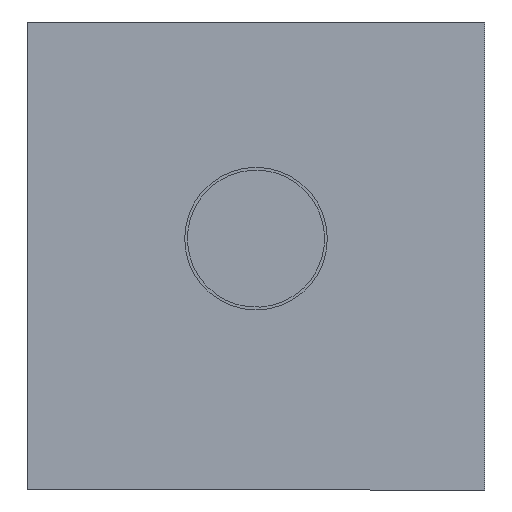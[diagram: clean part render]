
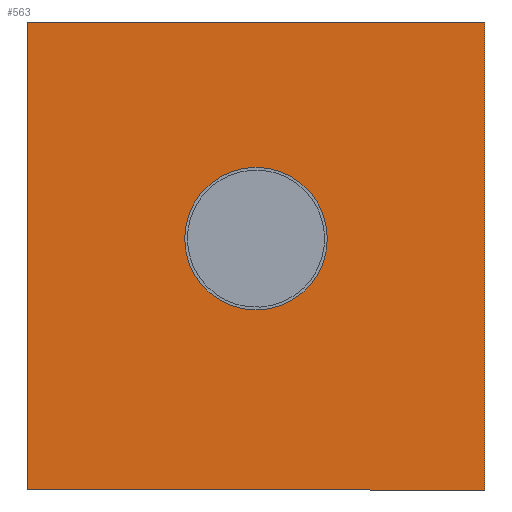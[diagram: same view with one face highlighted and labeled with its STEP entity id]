
A CAD part, front view. The second image highlights one B-rep face of the part: STEP entity #563.
In plain terms, the highlighted planar face has unit normal (0, -1, 0).
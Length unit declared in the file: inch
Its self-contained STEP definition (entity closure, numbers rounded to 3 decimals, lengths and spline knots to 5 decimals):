
#297 = CIRCLE ( 'NONE', #2614, 0.39 ) ;
#563 = ADVANCED_FACE ( 'NONE', ( #3606, #2931 ), #8431, .F. ) ;
#623 = VECTOR ( 'NONE', #2016, 39.37008 ) ;
#701 = CARTESIAN_POINT ( 'NONE',  ( 1.25, -0.815, 0. ) ) ;
#783 = CARTESIAN_POINT ( 'NONE',  ( 1.25, -0.815, -2.56 ) ) ;
#884 = DIRECTION ( 'NONE',  ( 0., 0., 1. ) ) ;
#1483 = ORIENTED_EDGE ( 'NONE', *, *, #4537, .F. ) ;
#1485 = VECTOR ( 'NONE', #8152, 39.37008 ) ;
#1710 = ORIENTED_EDGE ( 'NONE', *, *, #2830, .F. ) ;
#1726 = CARTESIAN_POINT ( 'NONE',  ( -1.25, -0.815, -2.56 ) ) ;
#1808 = LINE ( 'NONE', #6648, #1485 ) ;
#2016 = DIRECTION ( 'NONE',  ( 0., 0., -1. ) ) ;
#2131 = LINE ( 'NONE', #5696, #8403 ) ;
#2421 = ORIENTED_EDGE ( 'NONE', *, *, #6195, .F. ) ;
#2525 = DIRECTION ( 'NONE',  ( 1., 0., 0. ) ) ;
#2614 = AXIS2_PLACEMENT_3D ( 'NONE', #3784, #6587, #8703 ) ;
#2725 = EDGE_LOOP ( 'NONE', ( #1483, #1710, #6430, #2421 ) ) ;
#2744 = LINE ( 'NONE', #701, #623 ) ;
#2830 = EDGE_CURVE ( 'NONE', #5462, #8564, #2131, .T. ) ;
#2931 = FACE_OUTER_BOUND ( 'NONE', #2725, .T. ) ;
#3126 = CARTESIAN_POINT ( 'NONE',  ( 0., -0.815, 0. ) ) ;
#3555 = CARTESIAN_POINT ( 'NONE',  ( 0., -0.815, -1.575 ) ) ;
#3606 = FACE_BOUND ( 'NONE', #7769, .T. ) ;
#3784 = CARTESIAN_POINT ( 'NONE',  ( 0., -0.815, -1.185 ) ) ;
#4327 = CARTESIAN_POINT ( 'NONE',  ( 0., -0.815, -0.795 ) ) ;
#4489 = CARTESIAN_POINT ( 'NONE',  ( 0., -0.815, -1.185 ) ) ;
#4535 = DIRECTION ( 'NONE',  ( 0., -1., 0. ) ) ;
#4537 = EDGE_CURVE ( 'NONE', #8564, #6644, #1808, .T. ) ;
#4972 = CIRCLE ( 'NONE', #8178, 0.39 ) ;
#5462 = VERTEX_POINT ( 'NONE', #783 ) ;
#5583 = DIRECTION ( 'NONE',  ( 0., 1., 0. ) ) ;
#5696 = CARTESIAN_POINT ( 'NONE',  ( 0., -0.815, -2.56 ) ) ;
#5727 = VERTEX_POINT ( 'NONE', #5746 ) ;
#5746 = CARTESIAN_POINT ( 'NONE',  ( 1.25, -0.815, 0. ) ) ;
#5955 = ORIENTED_EDGE ( 'NONE', *, *, #6659, .F. ) ;
#5989 = CARTESIAN_POINT ( 'NONE',  ( -1.25, -0.815, 0. ) ) ;
#6177 = EDGE_CURVE ( 'NONE', #8438, #7414, #4972, .T. ) ;
#6195 = EDGE_CURVE ( 'NONE', #6644, #5727, #7358, .T. ) ;
#6292 = DIRECTION ( 'NONE',  ( -1., 0., 0. ) ) ;
#6430 = ORIENTED_EDGE ( 'NONE', *, *, #8080, .F. ) ;
#6587 = DIRECTION ( 'NONE',  ( 0., -1., 0. ) ) ;
#6644 = VERTEX_POINT ( 'NONE', #5989 ) ;
#6648 = CARTESIAN_POINT ( 'NONE',  ( -1.25, -0.815, 0. ) ) ;
#6659 = EDGE_CURVE ( 'NONE', #7414, #8438, #297, .T. ) ;
#7125 = CARTESIAN_POINT ( 'NONE',  ( 0., -0.815, 0. ) ) ;
#7164 = AXIS2_PLACEMENT_3D ( 'NONE', #7125, #5583, #884 ) ;
#7358 = LINE ( 'NONE', #3126, #8498 ) ;
#7414 = VERTEX_POINT ( 'NONE', #4327 ) ;
#7769 = EDGE_LOOP ( 'NONE', ( #8783, #5955 ) ) ;
#8080 = EDGE_CURVE ( 'NONE', #5727, #5462, #2744, .T. ) ;
#8152 = DIRECTION ( 'NONE',  ( 0., 0., 1. ) ) ;
#8178 = AXIS2_PLACEMENT_3D ( 'NONE', #4489, #4535, #8884 ) ;
#8403 = VECTOR ( 'NONE', #6292, 39.37008 ) ;
#8431 = PLANE ( 'NONE',  #7164 ) ;
#8438 = VERTEX_POINT ( 'NONE', #3555 ) ;
#8498 = VECTOR ( 'NONE', #2525, 39.37008 ) ;
#8564 = VERTEX_POINT ( 'NONE', #1726 ) ;
#8703 = DIRECTION ( 'NONE',  ( 0., 0., -1. ) ) ;
#8783 = ORIENTED_EDGE ( 'NONE', *, *, #6177, .F. ) ;
#8884 = DIRECTION ( 'NONE',  ( 0., 0., -1. ) ) ;
